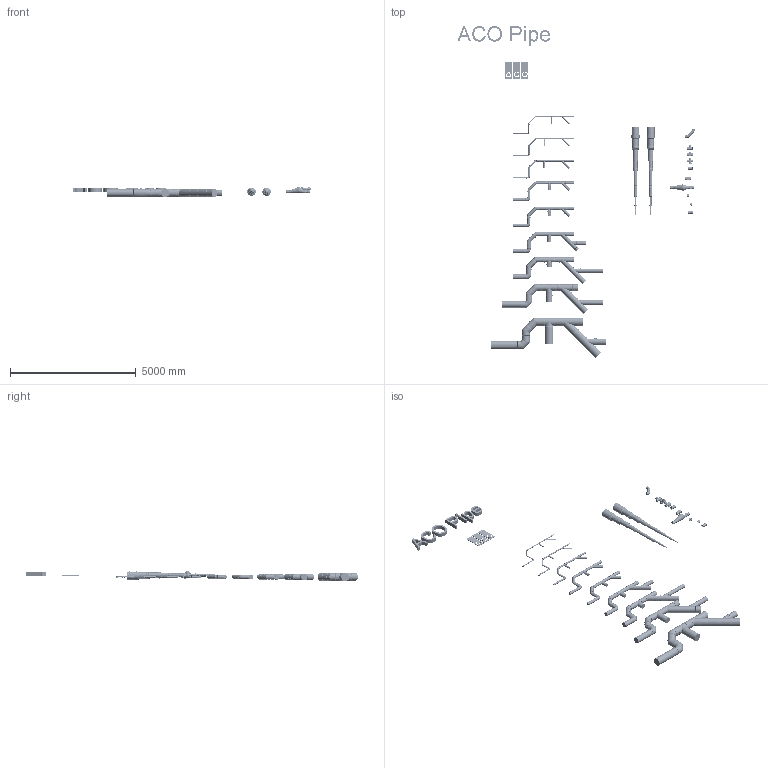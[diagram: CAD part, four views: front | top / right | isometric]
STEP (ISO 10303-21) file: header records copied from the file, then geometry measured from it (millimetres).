
FILE_DESCRIPTION(/* description */ (''),/* implementation_level */ '2;1');
FILE_NAME(/* name */ 'ACO Pipe.s.iam.stp',/* time_stamp */ '2025-06-10T09:36:03+02:00',/* author */ ('AUnternaehrer'),/* organization */ (''),/* preprocessor_version */ 'ST-DEVELOPER v18.1',/* originating_system */ 'Autodesk Inventor 2022',/* authorisation */ '');
FILE_SCHEMA (('AUTOMOTIVE_DESIGN { 1 0 10303 214 3 1 1 }'));
Products named in the file (382): ACO Pipe.s; ACO Pipe; ACO Pipe_1; ACO Pipe_2; ACO Pipe_3; ACO Pipe_4; ACO Pipe_5; ACO Pipe_6; ACO Pipe_7; ACO Pipe_8; ACO Pipe_9; ACO Pipe_10; ACO Pipe_11; ACO Pipe_12; ACO Pipe_13; ACO Pipe_14; ACO Pipe_15; ACO Pipe_16; ACO Pipe_17; ACO Pipe_18; ACO Pipe_19; ACO Pipe_20; ACO Pipe_21; ACO Pipe_22; ACO Pipe_23; ACO Pipe_24; ACO Pipe_25; ACO Pipe_26; ACO Pipe_27; ACO Pipe_28; ACO Pipe_29; ACO Pipe_30; ACO Pipe_31; ACO Pipe_32; ACO Pipe_33; ACO Pipe_34; ACO Pipe_35; ACO Pipe_36; ACO Pipe_37; ACO Pipe_38 ...
Assembly tree (381 placements, depth 2):
  ACO Pipe.s
    ACO Pipe
    ACO Pipe_1
    ACO Pipe_2
    ACO Pipe_3
    ACO Pipe_4
    ACO Pipe_5
    ACO Pipe_6
    ACO Pipe_7
    ACO Pipe_8
    ACO Pipe_9
    ACO Pipe_10
    ACO Pipe_11
    ACO Pipe_12
    ACO Pipe_13
    ACO Pipe_14
    ACO Pipe_15
    ACO Pipe_16
    ACO Pipe_17
    ACO Pipe_18
    ACO Pipe_19
    ACO Pipe_20
    ACO Pipe_21
    ACO Pipe_22
    ACO Pipe_23
    ACO Pipe_24
    ACO Pipe_25
    ACO Pipe_26
    ACO Pipe_27
    ACO Pipe_28
    ACO Pipe_29
    ACO Pipe_30
    ACO Pipe_31
    ACO Pipe_32
    ACO Pipe_33
    ACO Pipe_34
    ACO Pipe_35
    ACO Pipe_36
    ACO Pipe_37
    ACO Pipe_38
    ACO Pipe_39
    ACO Pipe_40
    ACO Pipe_41
    ACO Pipe_42
    ACO Pipe_43
    ACO Pipe_44
    ACO Pipe_45
    ACO Pipe_46
    ACO Pipe_47
    ACO Pipe_48
    ACO Pipe_49
    ACO Pipe_50
    ACO Pipe_51
    ACO Pipe_52
    ACO Pipe_53
    ACO Pipe_54
    ACO Pipe_55
    ACO Pipe_56
    ACO Pipe_57
    ACO Pipe_58
Bounding box: 9436.41 x 13190.89 x 410.6 mm (x, y, z)
Volume: 1528275056.7 mm3; surface area: 56141699 mm2
Topology: 393 solids, 393 shells, 3669 faces, 8967 edges, 5770 vertices
Faces by surface type: cylinder 1270, plane 1187, cone 1185, torus 15, bspline 10, sphere 2
Full cylindrical faces by diameter (mm): 40 x21, 41 x28, 43 x28, 49.5 x14, 50 x24, 51 x32, 51.5 x14, 53 x32, 60 x16, 61.515 x5, 62 x11, 75 x23, 76 x32, 78 x32, 85 x16, 86.515 x5, 87 x11, 110 x40, 111 x79, 113 x79, 121 x2, 123 x38, 123.5 x2, 124.49 x13, 125 x50, 125.5 x2, 126 x28, 128 x28, 139 x14, 140.774 x5
Entity records: 129079 total; most frequent: DIRECTION 22843, CARTESIAN_POINT 20036, ORIENTED_EDGE 17926, AXIS2_PLACEMENT_3D 9462, EDGE_CURVE 8963, VERTEX_POINT 5770, CIRCLE 4921, LINE 3919
